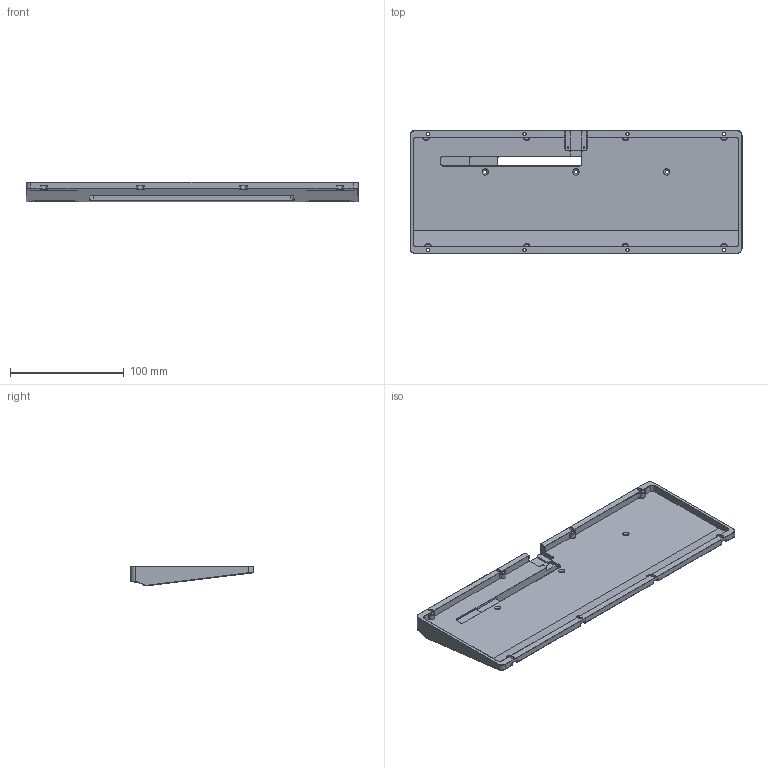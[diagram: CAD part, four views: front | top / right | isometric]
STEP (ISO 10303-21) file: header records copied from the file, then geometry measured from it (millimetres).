
FILE_DESCRIPTION(/* description */ (''),/* implementation_level */ '2;1');
FILE_NAME(/* name */ 'Open60 Bottom Case.step',/* time_stamp */ '2022-10-24T10:16:39+03:00',/* author */ (''),/* organization */ (''),/* preprocessor_version */ 'ST-DEVELOPER v19.2',/* originating_system */ 'Autodesk Translation Framework v11.17.0.187',/* authorisation */ '');
FILE_SCHEMA (('AUTOMOTIVE_DESIGN { 1 0 10303 214 3 1 1 }'));
Length unit declared in the file: millimetre
Products named in the file (1): Bottom
Bounding box: 292.45 x 107.95 x 17.29 mm (x, y, z)
Volume: 175224.5 mm3; surface area: 77698.7 mm2
Topology: 1 solids, 1 shells, 336 faces, 831 edges, 500 vertices
Faces by surface type: cylinder 127, plane 108, cone 57, bspline 16, sphere 16, torus 12
Full cylindrical faces by diameter (mm): 1.623 x2, 3 x11
Entity records: 10458 total; most frequent: CARTESIAN_POINT 2292, DIRECTION 1798, ORIENTED_EDGE 1658, EDGE_CURVE 829, AXIS2_PLACEMENT_3D 676, VERTEX_POINT 500, LINE 446, VECTOR 446
